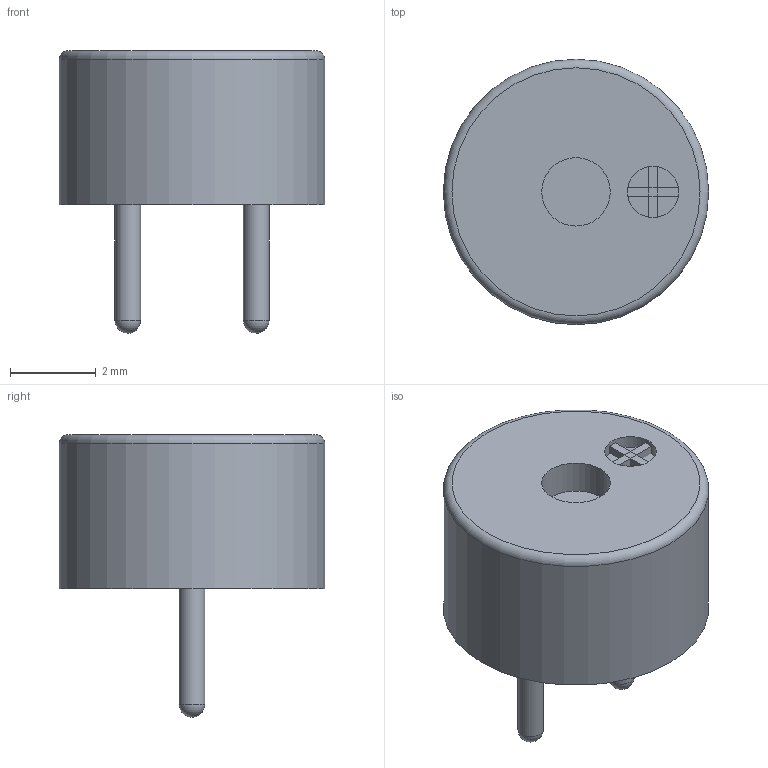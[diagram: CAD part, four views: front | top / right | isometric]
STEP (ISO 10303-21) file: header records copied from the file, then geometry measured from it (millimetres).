
FILE_DESCRIPTION(('FreeCAD Model'),'2;1');
FILE_NAME('PB-0627PE.stp','2017-01-26T13:02:16',('Author'),(''), 'Open CASCADE STEP processor 6.8','FreeCAD','Unknown');
FILE_SCHEMA(('AUTOMOTIVE_DESIGN_CC2 { 1 2 10303 214 -1 1 5 4 }'));
Length unit declared in the file: millimetre
Products named in the file (6): ASSEMBLY; Cilindro002; Fillet001; Fillet002; Cut001; piu
Assembly tree (5 placements, depth 2):
  ASSEMBLY
    Cilindro002
    Fillet001
    Fillet002
    Cut001
    piu
Bounding box: 6.2 x 6.2 x 6.6 mm (x, y, z)
Volume: 110 mm3; surface area: 158.2 mm2
Topology: 5 solids, 5 shells, 39 faces, 68 edges, 39 vertices
Faces by surface type: plane 30, cylinder 6, sphere 2, torus 1
Full cylindrical faces by diameter (mm): 0.6 x2, 1.2 x1, 1.6 x2, 6.2 x1
Entity records: 1933 total; most frequent: CARTESIAN_POINT 296, DIRECTION 290, LINE 158, VECTOR 158, ORIENTED_EDGE 132, PCURVE 132, DEFINITIONAL_REPRESENTATION 132, EDGE_CURVE 66
